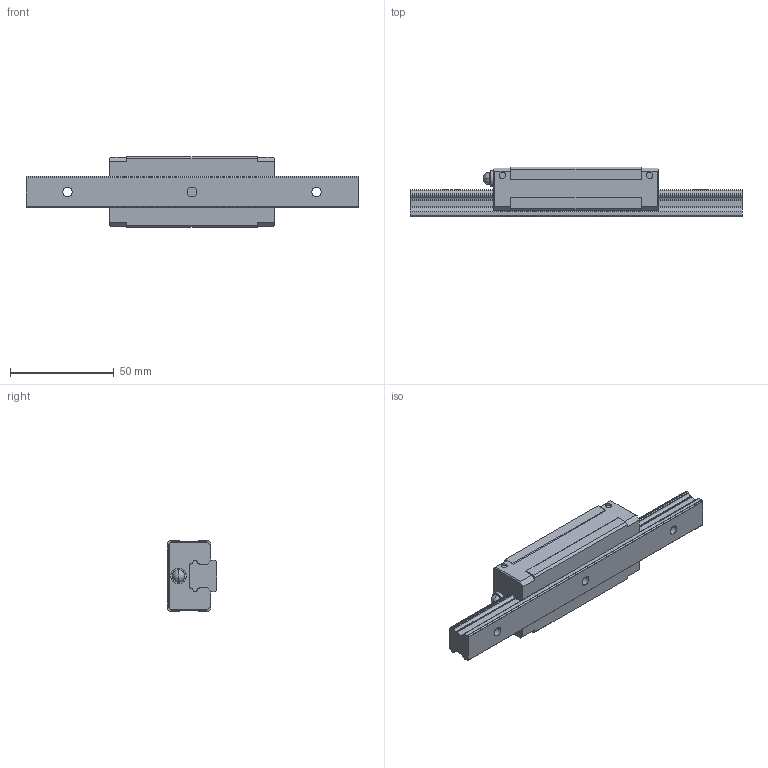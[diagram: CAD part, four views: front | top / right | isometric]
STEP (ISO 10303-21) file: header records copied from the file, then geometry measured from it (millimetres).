
FILE_DESCRIPTION( ( '' ), '1' );
FILE_NAME( 'SHS15LV1SS160200PB1021B40.3000.stp', '2015-10-08T14:28:30', ( '' ), ( '' ), ' ', ' ', ' ' );
FILE_SCHEMA( ( 'automotive_design' ) );
Length unit declared in the file: millimetre
Products named in the file (3): 1; 2; 3
Bounding box: 160 x 24 x 34 mm (x, y, z)
Volume: 71285.8 mm3; surface area: 21940.5 mm2
Topology: 3 solids, 3 shells, 188 faces, 501 edges, 322 vertices
Faces by surface type: plane 94, cylinder 76, cone 16, sphere 2
Entity records: 11421 total; most frequent: DIRECTION 1034, STYLED_ITEM 1002, PRESENTATION_STYLE_ASSIGNMENT 1002, CARTESIAN_POINT 1002, COLOUR_RGB 1002, ORIENTED_EDGE 978, EDGE_CURVE 489, CURVE_STYLE 489
